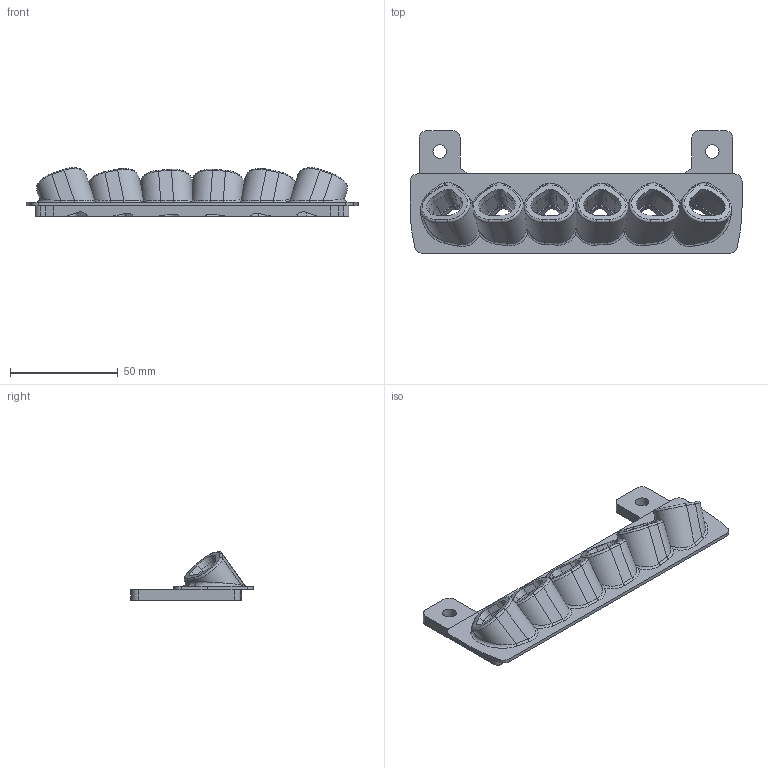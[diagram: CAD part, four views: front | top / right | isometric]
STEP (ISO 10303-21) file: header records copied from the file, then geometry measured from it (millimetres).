
FILE_DESCRIPTION(('Open CASCADE Model'),'2;1');
FILE_NAME('Open CASCADE Shape Model','2024-08-27T16:24:05',('Author'),( 'Open CASCADE'),'Open CASCADE STEP processor 7.7','Open CASCADE 7.7' ,'Unknown');
FILE_SCHEMA(('AUTOMOTIVE_DESIGN { 1 0 10303 214 1 1 1 1 }'));
Length unit declared in the file: millimetre
Products named in the file (1): Open CASCADE STEP translator 7.7 15
Bounding box: 154 x 56.8 x 22.56 mm (x, y, z)
Volume: 42970.7 mm3; surface area: 22826.8 mm2
Topology: 1 solids, 1 shells, 289 faces, 739 edges, 455 vertices
Faces by surface type: cylinder 113, plane 108, bspline 32, torus 18, cone 18
Full cylindrical faces by diameter (mm): 4.7 x2, 6.3 x2
Entity records: 27377 total; most frequent: CARTESIAN_POINT 12954, DIRECTION 2625, LINE 1536, VECTOR 1536, ORIENTED_EDGE 1478, PCURVE 1478, DEFINITIONAL_REPRESENTATION 1478, EDGE_CURVE 739
